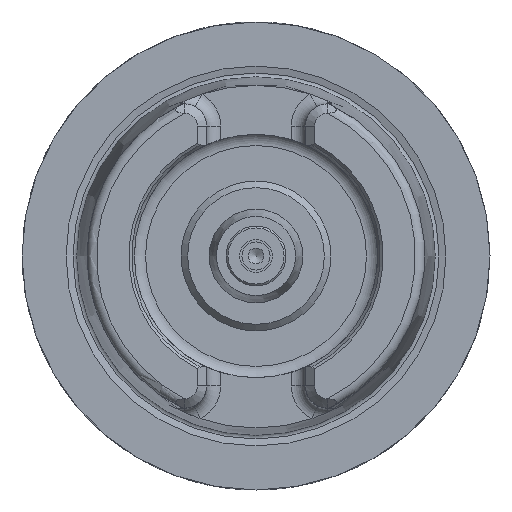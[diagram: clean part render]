
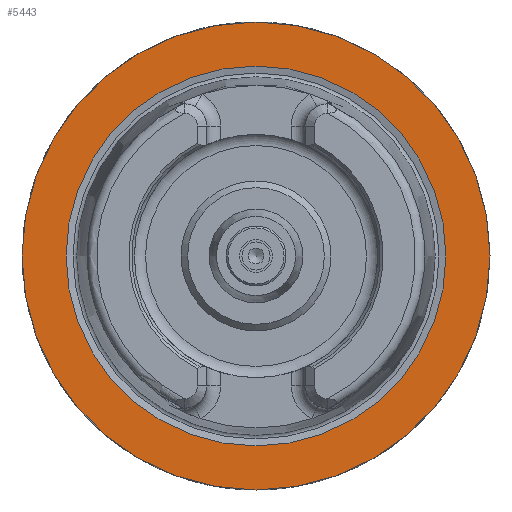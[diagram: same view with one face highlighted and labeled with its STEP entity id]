
A CAD part, left-side view. The second image highlights one B-rep face of the part: STEP entity #5443.
In plain terms, the highlighted planar face has unit normal (-1, 0, 0).
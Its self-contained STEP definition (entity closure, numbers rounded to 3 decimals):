
#4956=CARTESIAN_POINT('',(0.0,25.,0.0));
#4957=VERTEX_POINT('',#4956);
#4958=CARTESIAN_POINT('',(0.0,0.0,0.0));
#4959=DIRECTION('',(1.0,0.0,0.0));
#4960=DIRECTION('',(0.0,1.0,0.0));
#4961=AXIS2_PLACEMENT_3D('',#4958,#4959,#4960);
#4962=CIRCLE('',#4961,25.);
#4963=EDGE_CURVE('',#4957,#4957,#4962,.T.);
#5417=CARTESIAN_POINT('',(0.0,20.296,0.0));
#5418=VERTEX_POINT('',#5417);
#5419=CARTESIAN_POINT('',(0.0,0.0,0.0));
#5420=DIRECTION('',(1.0,0.0,0.0));
#5421=DIRECTION('',(0.0,1.0,0.0));
#5422=AXIS2_PLACEMENT_3D('',#5419,#5420,#5421);
#5423=CIRCLE('',#5422,20.296);
#5424=EDGE_CURVE('',#5418,#5418,#5423,.T.);
#5432=CARTESIAN_POINT('',(0.0,22.648,0.0));
#5433=DIRECTION('',(-1.0,0.0,0.0));
#5434=DIRECTION('',(0.0,0.0,1.0));
#5435=AXIS2_PLACEMENT_3D('',#5432,#5433,#5434);
#5436=PLANE('',#5435);
#5437=ORIENTED_EDGE('',*,*,#4963,.F.);
#5438=EDGE_LOOP('',(#5437));
#5439=FACE_OUTER_BOUND('',#5438,.T.);
#5440=ORIENTED_EDGE('',*,*,#5424,.T.);
#5441=EDGE_LOOP('',(#5440));
#5442=FACE_BOUND('',#5441,.T.);
#5443=ADVANCED_FACE('',(#5439,#5442),#5436,.T.);
